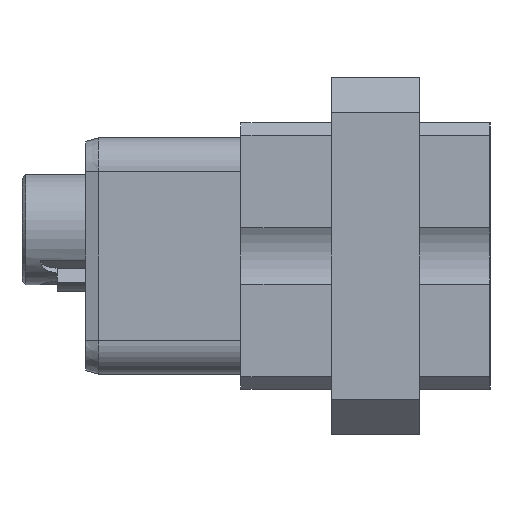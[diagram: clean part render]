
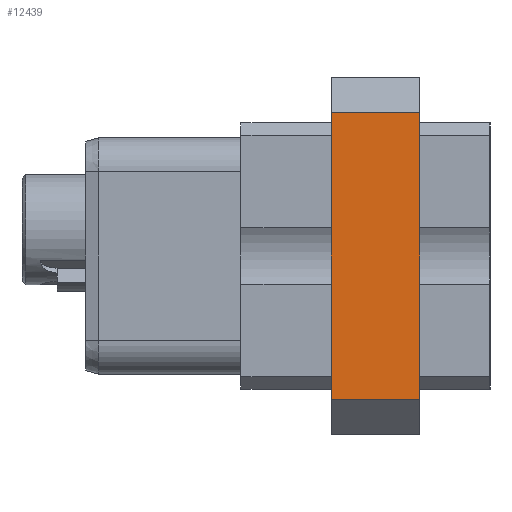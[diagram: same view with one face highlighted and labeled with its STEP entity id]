
A CAD part, left-side view. The second image highlights one B-rep face of the part: STEP entity #12439.
In plain terms, the highlighted planar face has unit normal (-1, 0, 0).
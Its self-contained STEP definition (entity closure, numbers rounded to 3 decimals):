
#295=DIRECTION('',(0.,0.,1.));
#296=VECTOR('',#295,16.302);
#297=CARTESIAN_POINT('',(-28.726,-10.156,-8.151));
#298=LINE('',#297,#296);
#487=DIRECTION('',(0.,1.,0.));
#488=VECTOR('',#487,5.032);
#489=CARTESIAN_POINT('',(-28.726,-10.156,8.151));
#490=LINE('',#489,#488);
#491=DIRECTION('',(0.,0.,1.));
#492=VECTOR('',#491,16.302);
#493=CARTESIAN_POINT('',(-28.726,-5.124,-8.151));
#494=LINE('',#493,#492);
#495=DIRECTION('',(0.,-1.,0.));
#496=VECTOR('',#495,5.032);
#497=CARTESIAN_POINT('',(-28.726,-5.124,-8.151));
#498=LINE('',#497,#496);
#10303=CARTESIAN_POINT('',(-28.726,-5.124,8.151));
#10305=VERTEX_POINT('',#10303);
#10308=CARTESIAN_POINT('',(-28.726,-5.124,-8.151));
#10310=VERTEX_POINT('',#10308);
#10319=CARTESIAN_POINT('',(-28.726,-10.156,8.151));
#10321=VERTEX_POINT('',#10319);
#10324=CARTESIAN_POINT('',(-28.726,-10.156,-8.151));
#10326=VERTEX_POINT('',#10324);
#12426=CARTESIAN_POINT('',(-28.726,-5.65,-10.14));
#12427=DIRECTION('',(-1.,0.,0.));
#12428=DIRECTION('',(0.,0.,1.));
#12429=AXIS2_PLACEMENT_3D('',#12426,#12427,#12428);
#12430=PLANE('',#12429);
#12431=ORIENTED_EDGE('',*,*,#12250,.F.);
#12433=ORIENTED_EDGE('',*,*,#12432,.F.);
#12435=ORIENTED_EDGE('',*,*,#12434,.T.);
#12436=ORIENTED_EDGE('',*,*,#12419,.F.);
#12437=EDGE_LOOP('',(#12431,#12433,#12435,#12436));
#12438=FACE_OUTER_BOUND('',#12437,.F.);
#12439=ADVANCED_FACE('',(#12438),#12430,.T.);
#12250=EDGE_CURVE('',#10326,#10321,#298,.T.);
#12419=EDGE_CURVE('',#10321,#10305,#490,.T.);
#12432=EDGE_CURVE('',#10310,#10326,#498,.T.);
#12434=EDGE_CURVE('',#10310,#10305,#494,.T.);
